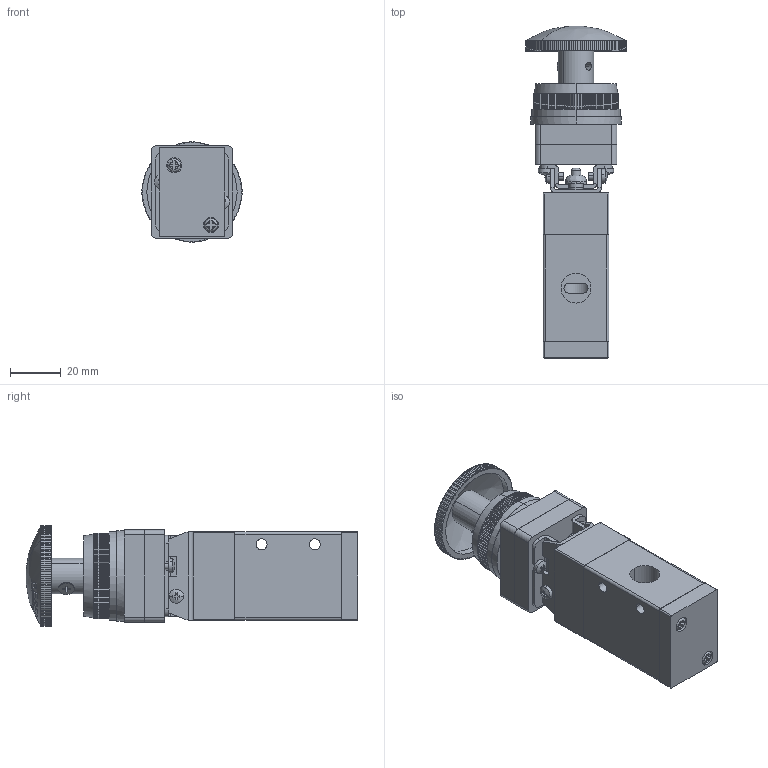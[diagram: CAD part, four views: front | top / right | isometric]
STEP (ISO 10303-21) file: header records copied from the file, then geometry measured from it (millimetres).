
FILE_DESCRIPTION (( 'STEP AP203' ), '1' );
FILE_NAME ('MSV-98322EB.step', '2017-02-23T19:02:59', ( '' ), ( '' ), 'SwSTEP 2.0', 'SolidWorks 2016', '' );
FILE_SCHEMA (( 'CONFIG_CONTROL_DESIGN' ));
Length unit declared in the file: millimetre
Products named in the file (1): MSV-98322EB
Bounding box: 39.5 x 130.87 x 39.5 mm (x, y, z)
Volume: 93444.9 mm3; surface area: 35323.8 mm2
Topology: 16 solids, 16 shells, 1163 faces, 3012 edges, 1914 vertices
Faces by surface type: plane 627, cylinder 461, bspline 57, cone 18
Entity records: 38089 total; most frequent: CARTESIAN_POINT 9869, ORIENTED_EDGE 5996, DIRECTION 5777, EDGE_CURVE 2998, AXIS2_PLACEMENT_3D 2070, VERTEX_POINT 1914, VECTOR 1637, LINE 1637
